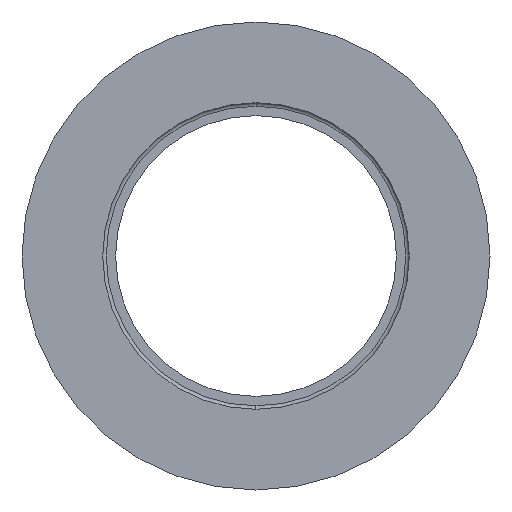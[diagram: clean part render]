
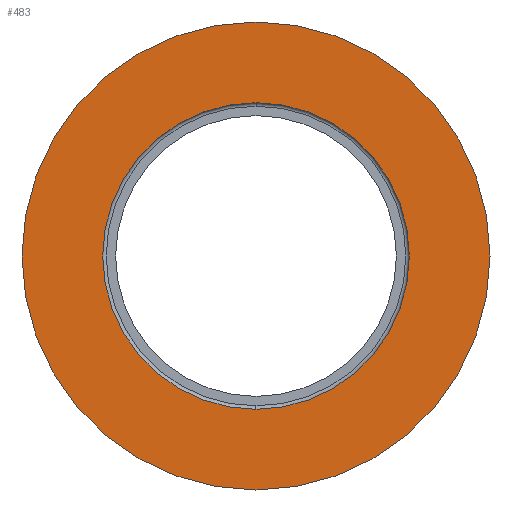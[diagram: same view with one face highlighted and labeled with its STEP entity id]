
A CAD part, left-side view. The second image highlights one B-rep face of the part: STEP entity #483.
In plain terms, the highlighted planar face has unit normal (-1, 0, 0).
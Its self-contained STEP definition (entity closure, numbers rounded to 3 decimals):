
#19 = CARTESIAN_POINT ( 'NONE',  ( 0., 0., -13.1 ) ) ;
#35 = DIRECTION ( 'NONE',  ( 0., 0., 1. ) ) ;
#58 = VERTEX_POINT ( 'NONE', #412 ) ;
#63 = PLANE ( 'NONE',  #457 ) ;
#83 = CARTESIAN_POINT ( 'NONE',  ( 0., 0., 0. ) ) ;
#105 = EDGE_CURVE ( 'NONE', #58, #444, #281, .T. ) ;
#111 = CARTESIAN_POINT ( 'NONE',  ( 0., 0., 0. ) ) ;
#127 = AXIS2_PLACEMENT_3D ( 'NONE', #262, #431, #429 ) ;
#153 = DIRECTION ( 'NONE',  ( 0., 0., 1. ) ) ;
#170 = VERTEX_POINT ( 'NONE', #380 ) ;
#175 = CARTESIAN_POINT ( 'NONE',  ( 0., 0., 0. ) ) ;
#186 = EDGE_CURVE ( 'NONE', #170, #495, #210, .T. ) ;
#189 = CARTESIAN_POINT ( 'NONE',  ( 0., 0., 13.1 ) ) ;
#192 = DIRECTION ( 'NONE',  ( 0., 0., -1. ) ) ;
#210 = CIRCLE ( 'NONE', #127, 20. ) ;
#221 = DIRECTION ( 'NONE',  ( -1., 0., 0. ) ) ;
#222 = FACE_OUTER_BOUND ( 'NONE', #310, .T. ) ;
#261 = ORIENTED_EDGE ( 'NONE', *, *, #105, .F. ) ;
#262 = CARTESIAN_POINT ( 'NONE',  ( 0., 0., 0. ) ) ;
#265 = DIRECTION ( 'NONE',  ( 0., 0., 1. ) ) ;
#281 = CIRCLE ( 'NONE', #479, 13.1 ) ;
#310 = EDGE_LOOP ( 'NONE', ( #396, #462 ) ) ;
#333 = CIRCLE ( 'NONE', #365, 20. ) ;
#335 = DIRECTION ( 'NONE',  ( -1., 0., 0. ) ) ;
#365 = AXIS2_PLACEMENT_3D ( 'NONE', #111, #406, #153 ) ;
#378 = EDGE_CURVE ( 'NONE', #444, #58, #527, .T. ) ;
#380 = CARTESIAN_POINT ( 'NONE',  ( 0., 0., 20. ) ) ;
#396 = ORIENTED_EDGE ( 'NONE', *, *, #186, .T. ) ;
#406 = DIRECTION ( 'NONE',  ( -1., 0., 0. ) ) ;
#412 = CARTESIAN_POINT ( 'NONE',  ( 0., 0., -13.1 ) ) ;
#429 = DIRECTION ( 'NONE',  ( 0., 0., 1. ) ) ;
#431 = DIRECTION ( 'NONE',  ( -1., 0., 0. ) ) ;
#444 = VERTEX_POINT ( 'NONE', #189 ) ;
#453 = EDGE_LOOP ( 'NONE', ( #482, #261 ) ) ;
#454 = DIRECTION ( 'NONE',  ( 1., 0., 0. ) ) ;
#457 = AXIS2_PLACEMENT_3D ( 'NONE', #19, #454, #192 ) ;
#462 = ORIENTED_EDGE ( 'NONE', *, *, #471, .T. ) ;
#465 = FACE_BOUND ( 'NONE', #453, .T. ) ;
#471 = EDGE_CURVE ( 'NONE', #495, #170, #333, .T. ) ;
#479 = AXIS2_PLACEMENT_3D ( 'NONE', #83, #335, #35 ) ;
#482 = ORIENTED_EDGE ( 'NONE', *, *, #378, .F. ) ;
#483 = ADVANCED_FACE ( 'NONE', ( #465, #222 ), #63, .F. ) ;
#495 = VERTEX_POINT ( 'NONE', #532 ) ;
#521 = AXIS2_PLACEMENT_3D ( 'NONE', #175, #221, #265 ) ;
#527 = CIRCLE ( 'NONE', #521, 13.1 ) ;
#532 = CARTESIAN_POINT ( 'NONE',  ( 0., 0., -20. ) ) ;
